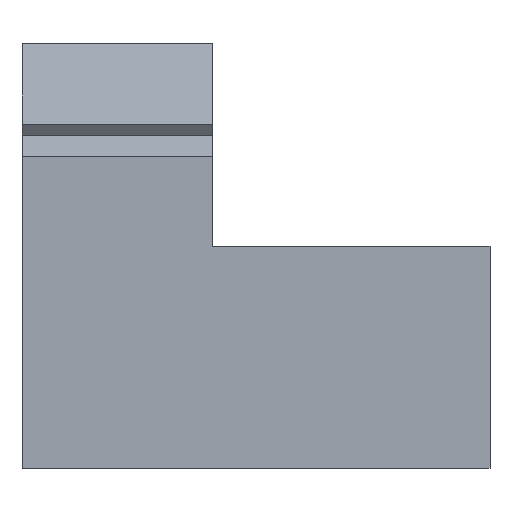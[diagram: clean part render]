
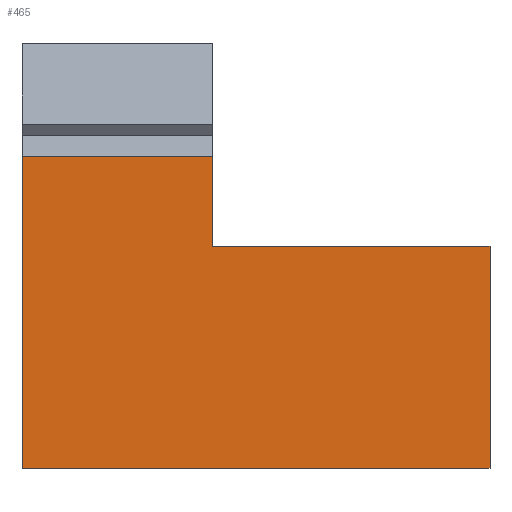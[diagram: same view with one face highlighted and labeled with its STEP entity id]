
A CAD part, left-side view. The second image highlights one B-rep face of the part: STEP entity #465.
In plain terms, the highlighted planar face has unit normal (-1, 0, 0).
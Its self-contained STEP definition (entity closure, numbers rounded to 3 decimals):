
#37=LINE('',#662,#86);
#48=LINE('',#690,#97);
#53=LINE('',#702,#102);
#63=LINE('',#723,#112);
#65=LINE('',#728,#114);
#83=LINE('',#763,#132);
#86=VECTOR('',#546,10.);
#97=VECTOR('',#569,10.);
#102=VECTOR('',#584,10.);
#112=VECTOR('',#598,10.);
#114=VECTOR('',#602,10.);
#132=VECTOR('',#638,10.);
#166=FACE_OUTER_BOUND('',#196,.T.);
#196=EDGE_LOOP('',(#402,#403,#404,#405,#406,#407));
#214=VERTEX_POINT('',#660);
#215=VERTEX_POINT('',#661);
#225=VERTEX_POINT('',#687);
#226=VERTEX_POINT('',#689);
#237=VERTEX_POINT('',#721);
#238=VERTEX_POINT('',#725);
#254=EDGE_CURVE('',#214,#215,#37,.T.);
#268=EDGE_CURVE('',#225,#226,#48,.T.);
#275=EDGE_CURVE('',#225,#215,#53,.T.);
#285=EDGE_CURVE('',#237,#214,#63,.T.);
#287=EDGE_CURVE('',#238,#237,#65,.T.);
#305=EDGE_CURVE('',#226,#238,#83,.T.);
#402=ORIENTED_EDGE('',*,*,#305,.F.);
#403=ORIENTED_EDGE('',*,*,#268,.F.);
#404=ORIENTED_EDGE('',*,*,#275,.T.);
#405=ORIENTED_EDGE('',*,*,#254,.F.);
#406=ORIENTED_EDGE('',*,*,#285,.F.);
#407=ORIENTED_EDGE('',*,*,#287,.F.);
#441=PLANE('',#522);
#465=ADVANCED_FACE('',(#166),#441,.T.);
#522=AXIS2_PLACEMENT_3D('',#762,#636,#637);
#546=DIRECTION('',(0.,-1.,0.));
#569=DIRECTION('',(0.,1.,0.));
#584=DIRECTION('',(0.,0.,1.));
#598=DIRECTION('',(0.,0.,-1.));
#602=DIRECTION('',(0.,-1.,0.));
#636=DIRECTION('center_axis',(-1.,0.,0.));
#637=DIRECTION('ref_axis',(0.,0.,-1.));
#638=DIRECTION('',(0.,0.,1.));
#660=CARTESIAN_POINT('',(0.,17.5,10.));
#661=CARTESIAN_POINT('',(0.,0.,10.));
#662=CARTESIAN_POINT('',(0.,0.,10.));
#687=CARTESIAN_POINT('',(0.,0.,-4.));
#689=CARTESIAN_POINT('',(0.,29.5,-4.));
#690=CARTESIAN_POINT('',(0.,0.,-4.));
#702=CARTESIAN_POINT('',(0.,0.,0.));
#721=CARTESIAN_POINT('',(0.,17.5,15.678));
#723=CARTESIAN_POINT('',(0.,17.5,9.888));
#725=CARTESIAN_POINT('',(0.,29.5,15.678));
#728=CARTESIAN_POINT('',(0.,29.5,15.678));
#762=CARTESIAN_POINT('Origin',(0.,29.5,10.));
#763=CARTESIAN_POINT('',(0.,29.5,9.888));
